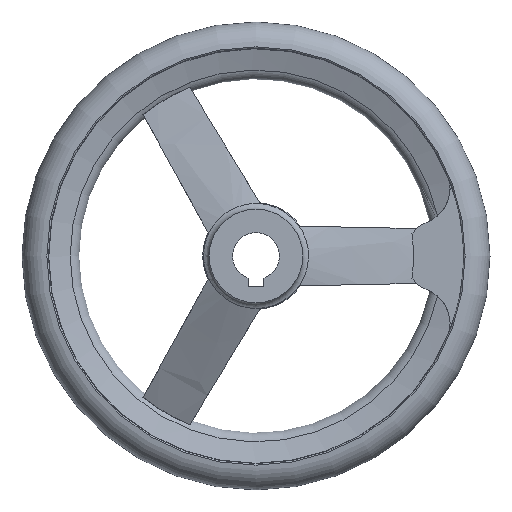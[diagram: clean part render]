
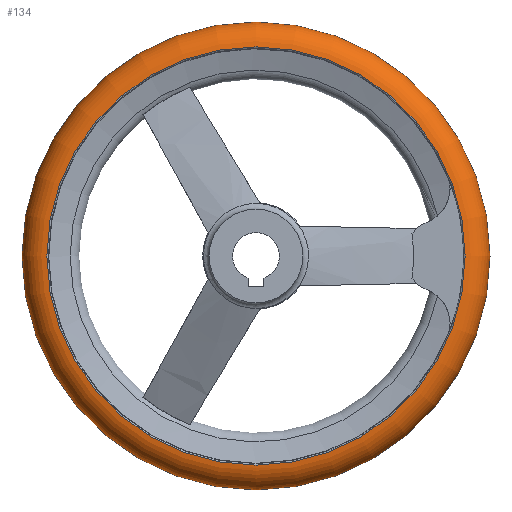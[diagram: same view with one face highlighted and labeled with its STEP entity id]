
A CAD part, front view. The second image highlights one B-rep face of the part: STEP entity #134.
In plain terms, the highlighted toroidal (fillet/blend) face has major radius 80 mm and minor radius 10 mm.
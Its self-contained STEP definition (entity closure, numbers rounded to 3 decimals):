
#134 = ADVANCED_FACE( '', ( #279, #280, #281 ), #282, .T. );
#279 = FACE_BOUND( '', #424, .T. );
#280 = FACE_OUTER_BOUND( '', #425, .T. );
#281 = FACE_OUTER_BOUND( '', #426, .T. );
#282 = TOROIDAL_SURFACE( '', #427, 80., 10. );
#424 = VERTEX_LOOP( '', #757 );
#425 = EDGE_LOOP( '', ( #758 ) );
#426 = EDGE_LOOP( '', ( #759 ) );
#427 = AXIS2_PLACEMENT_3D( '', #760, #761, #762 );
#757 = VERTEX_POINT( '', #936 );
#758 = ORIENTED_EDGE( '', *, *, #808, .T. );
#759 = ORIENTED_EDGE( '', *, *, #855, .F. );
#760 = CARTESIAN_POINT( '', ( 0., 32.5, 0. ) );
#761 = DIRECTION( '', ( 0., -1., 0. ) );
#762 = DIRECTION( '', ( 0., 0., -1. ) );
#808 = EDGE_CURVE( '', #951, #951, #952, .T. );
#855 = EDGE_CURVE( '', #1033, #1033, #1034, .T. );
#936 = CARTESIAN_POINT( '', ( 0., 32.5, -90. ) );
#951 = VERTEX_POINT( '', #1160 );
#952 = CIRCLE( '', #1161, 80.417 );
#1033 = VERTEX_POINT( '', #1474 );
#1034 = CIRCLE( '', #1475, 80.417 );
#1160 = CARTESIAN_POINT( '', ( 0., 42.491, -80.417 ) );
#1161 = AXIS2_PLACEMENT_3D( '', #1825, #1826, #1827 );
#1474 = CARTESIAN_POINT( '', ( 0., 22.509, -80.417 ) );
#1475 = AXIS2_PLACEMENT_3D( '', #1872, #1873, #1874 );
#1825 = CARTESIAN_POINT( '', ( 0., 42.491, 0. ) );
#1826 = DIRECTION( '', ( 0., -1., 0. ) );
#1827 = DIRECTION( '', ( 0., 0., -1. ) );
#1872 = CARTESIAN_POINT( '', ( 0., 22.509, 0. ) );
#1873 = DIRECTION( '', ( 0., -1., 0. ) );
#1874 = DIRECTION( '', ( 0., 0., -1. ) );
